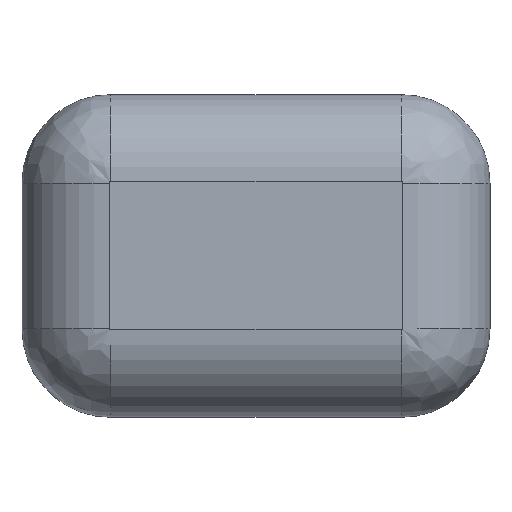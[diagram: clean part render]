
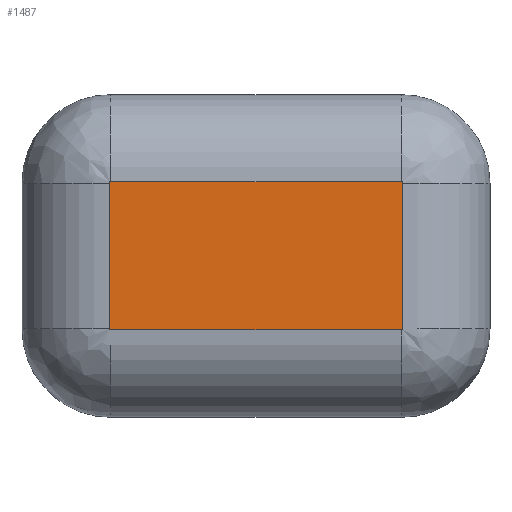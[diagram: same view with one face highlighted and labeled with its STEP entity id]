
A CAD part, top view. The second image highlights one B-rep face of the part: STEP entity #1487.
In plain terms, the highlighted planar face has unit normal (0, 0, 1).
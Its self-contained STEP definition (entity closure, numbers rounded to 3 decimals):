
#1236 = VERTEX_POINT('',#1237);
#1237 = CARTESIAN_POINT('',(-20.2,10.,42.));
#1244 = EDGE_CURVE('',#1236,#1245,#1247,.T.);
#1245 = VERTEX_POINT('',#1246);
#1246 = CARTESIAN_POINT('',(-20.2,-10.,42.));
#1247 = LINE('',#1248,#1249);
#1248 = CARTESIAN_POINT('',(-20.2,10.,42.));
#1249 = VECTOR('',#1250,1.);
#1250 = DIRECTION('',(0.,-1.,0.));
#1269 = VERTEX_POINT('',#1270);
#1270 = CARTESIAN_POINT('',(-20.,10.2,42.));
#1279 = EDGE_CURVE('',#1269,#1236,#1280,.T.);
#1280 = CIRCLE('',#1281,0.2);
#1281 = AXIS2_PLACEMENT_3D('',#1282,#1283,#1284);
#1282 = CARTESIAN_POINT('',(-20.,10.,42.));
#1283 = DIRECTION('',(0.,-0.,1.));
#1284 = DIRECTION('',(0.,1.,0.));
#1310 = VERTEX_POINT('',#1311);
#1311 = CARTESIAN_POINT('',(-20.,-10.2,42.));
#1318 = EDGE_CURVE('',#1245,#1310,#1319,.T.);
#1319 = CIRCLE('',#1320,0.2);
#1320 = AXIS2_PLACEMENT_3D('',#1321,#1322,#1323);
#1321 = CARTESIAN_POINT('',(-20.,-10.,42.));
#1322 = DIRECTION('',(0.,0.,1.));
#1323 = DIRECTION('',(-1.,0.,0.));
#1347 = VERTEX_POINT('',#1348);
#1348 = CARTESIAN_POINT('',(20.,10.2,42.));
#1355 = EDGE_CURVE('',#1347,#1269,#1356,.T.);
#1356 = LINE('',#1357,#1358);
#1357 = CARTESIAN_POINT('',(20.,10.2,42.));
#1358 = VECTOR('',#1359,1.);
#1359 = DIRECTION('',(-1.,0.,0.));
#1372 = EDGE_CURVE('',#1310,#1373,#1375,.T.);
#1373 = VERTEX_POINT('',#1374);
#1374 = CARTESIAN_POINT('',(20.,-10.2,42.));
#1375 = LINE('',#1376,#1377);
#1376 = CARTESIAN_POINT('',(-20.,-10.2,42.));
#1377 = VECTOR('',#1378,1.);
#1378 = DIRECTION('',(1.,0.,0.));
#1397 = VERTEX_POINT('',#1398);
#1398 = CARTESIAN_POINT('',(20.2,10.,42.));
#1407 = EDGE_CURVE('',#1397,#1347,#1408,.T.);
#1408 = CIRCLE('',#1409,0.2);
#1409 = AXIS2_PLACEMENT_3D('',#1410,#1411,#1412);
#1410 = CARTESIAN_POINT('',(20.,10.,42.));
#1411 = DIRECTION('',(0.,0.,1.));
#1412 = DIRECTION('',(1.,0.,0.));
#1438 = VERTEX_POINT('',#1439);
#1439 = CARTESIAN_POINT('',(20.2,-10.,42.));
#1446 = EDGE_CURVE('',#1373,#1438,#1447,.T.);
#1447 = CIRCLE('',#1448,0.2);
#1448 = AXIS2_PLACEMENT_3D('',#1449,#1450,#1451);
#1449 = CARTESIAN_POINT('',(20.,-10.,42.));
#1450 = DIRECTION('',(-0.,0.,1.));
#1451 = DIRECTION('',(0.,-1.,0.));
#1475 = EDGE_CURVE('',#1438,#1397,#1476,.T.);
#1476 = LINE('',#1477,#1478);
#1477 = CARTESIAN_POINT('',(20.2,-10.,42.));
#1478 = VECTOR('',#1479,1.);
#1479 = DIRECTION('',(0.,1.,0.));
#1487 = ADVANCED_FACE('',(#1488),#1498,.T.);
#1488 = FACE_BOUND('',#1489,.T.);
#1489 = EDGE_LOOP('',(#1490,#1491,#1492,#1493,#1494,#1495,#1496,#1497));
#1490 = ORIENTED_EDGE('',*,*,#1372,.T.);
#1491 = ORIENTED_EDGE('',*,*,#1446,.T.);
#1492 = ORIENTED_EDGE('',*,*,#1475,.T.);
#1493 = ORIENTED_EDGE('',*,*,#1407,.T.);
#1494 = ORIENTED_EDGE('',*,*,#1355,.T.);
#1495 = ORIENTED_EDGE('',*,*,#1279,.T.);
#1496 = ORIENTED_EDGE('',*,*,#1244,.T.);
#1497 = ORIENTED_EDGE('',*,*,#1318,.T.);
#1498 = PLANE('',#1499);
#1499 = AXIS2_PLACEMENT_3D('',#1500,#1501,#1502);
#1500 = CARTESIAN_POINT('',(0.,0.,42.));
#1501 = DIRECTION('',(0.,0.,1.));
#1502 = DIRECTION('',(1.,0.,0.));
